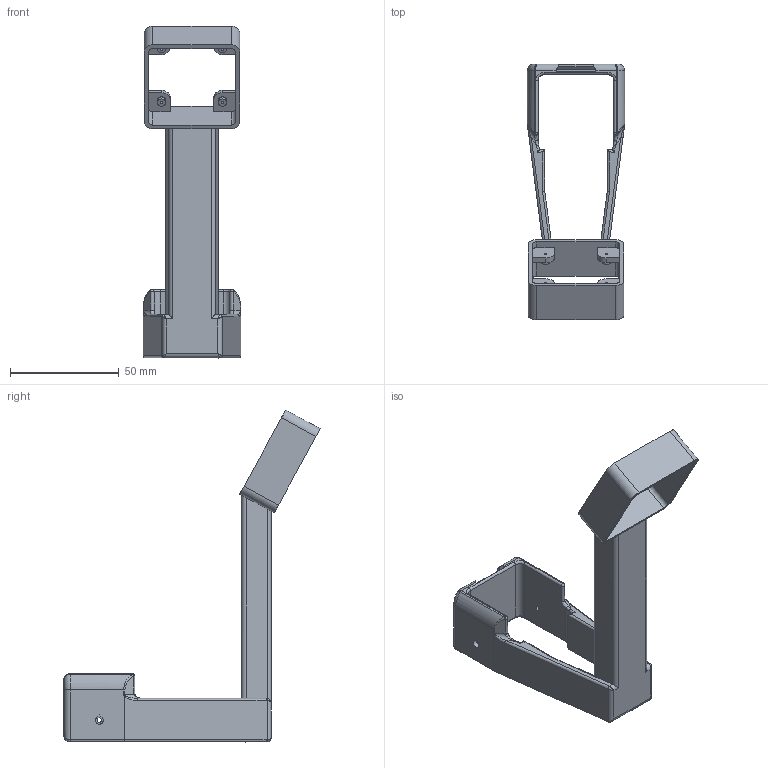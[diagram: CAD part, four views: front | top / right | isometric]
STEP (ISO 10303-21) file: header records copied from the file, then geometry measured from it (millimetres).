
FILE_DESCRIPTION(/* description */ (''),/* implementation_level */ '2;1');
FILE_NAME(/* name */ 'camera stand.stp',/* time_stamp */ '2025-07-17T16:18:32+10:00',/* author */ (''),/* organization */ (''),/* preprocessor_version */ 'ST-DEVELOPER v18.1',/* originating_system */ 'SIEMENS PLM Software NX 2000',/* authorisation */ '');
FILE_SCHEMA (('AUTOMOTIVE_DESIGN { 1 0 10303 214 3 1 1 1 }'));
Length unit declared in the file: millimetre
Products named in the file (1): jaco4510C90Cj42z
Bounding box: 44.7 x 117.74 x 152.52 mm (x, y, z)
Volume: 64810.3 mm3; surface area: 27133.7 mm2
Topology: 1 solids, 1 shells, 193 faces, 490 edges, 293 vertices
Faces by surface type: cylinder 84, plane 77, bspline 22, torus 6, sphere 4
Full cylindrical faces by diameter (mm): 1.3 x4, 3.8 x4
Entity records: 6174 total; most frequent: CARTESIAN_POINT 1561, DIRECTION 980, ORIENTED_EDGE 936, EDGE_CURVE 468, AXIS2_PLACEMENT_3D 356, VERTEX_POINT 291, LINE 268, VECTOR 268
